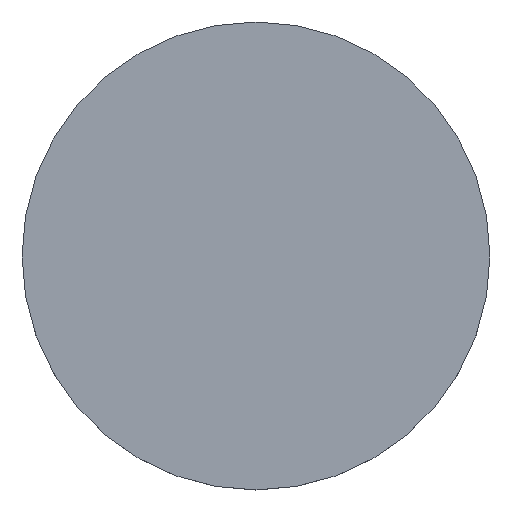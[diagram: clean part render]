
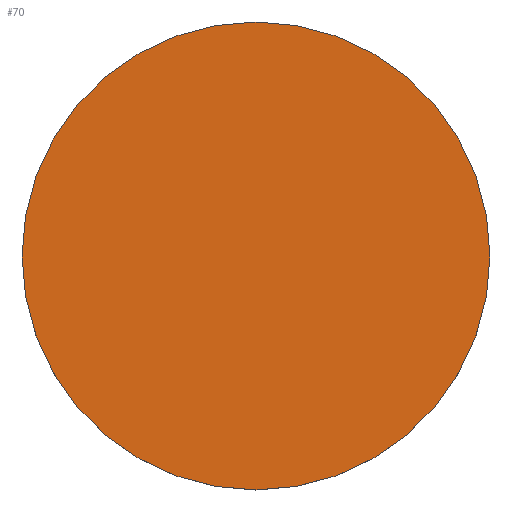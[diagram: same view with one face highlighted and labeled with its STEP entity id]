
A CAD part, top view. The second image highlights one B-rep face of the part: STEP entity #70.
In plain terms, the highlighted planar face has unit normal (0, 0, 1).
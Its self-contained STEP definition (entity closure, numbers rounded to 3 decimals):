
#7 = EDGE_CURVE ( 'NONE', #21, #37, #112, .T. ) ;
#10 = DIRECTION ( 'NONE',  ( 0., 0., 1. ) ) ;
#11 = AXIS2_PLACEMENT_3D ( 'NONE', #36, #10, #48 ) ;
#21 = VERTEX_POINT ( 'NONE', #122 ) ;
#27 = DIRECTION ( 'NONE',  ( 0., 0., 1. ) ) ;
#29 = AXIS2_PLACEMENT_3D ( 'NONE', #38, #39, #95 ) ;
#33 = ORIENTED_EDGE ( 'NONE', *, *, #7, .T. ) ;
#36 = CARTESIAN_POINT ( 'NONE',  ( 0., 0., 1. ) ) ;
#37 = VERTEX_POINT ( 'NONE', #110 ) ;
#38 = CARTESIAN_POINT ( 'NONE',  ( 0., 0., 1. ) ) ;
#39 = DIRECTION ( 'NONE',  ( 0., 0., 1. ) ) ;
#48 = DIRECTION ( 'NONE',  ( 1., 0., 0. ) ) ;
#70 = ADVANCED_FACE ( 'NONE', ( #96 ), #113, .T. ) ;
#80 = DIRECTION ( 'NONE',  ( 1., 0., 0. ) ) ;
#95 = DIRECTION ( 'NONE',  ( 1., 0., 0. ) ) ;
#96 = FACE_OUTER_BOUND ( 'NONE', #151, .T. ) ;
#110 = CARTESIAN_POINT ( 'NONE',  ( 7.5, 0., 1. ) ) ;
#112 = CIRCLE ( 'NONE', #11, 7.5 ) ;
#113 = PLANE ( 'NONE',  #29 ) ;
#122 = CARTESIAN_POINT ( 'NONE',  ( -7.5, 0., 1. ) ) ;
#126 = CIRCLE ( 'NONE', #139, 7.5 ) ;
#138 = ORIENTED_EDGE ( 'NONE', *, *, #152, .T. ) ;
#139 = AXIS2_PLACEMENT_3D ( 'NONE', #155, #27, #80 ) ;
#151 = EDGE_LOOP ( 'NONE', ( #33, #138 ) ) ;
#152 = EDGE_CURVE ( 'NONE', #37, #21, #126, .T. ) ;
#155 = CARTESIAN_POINT ( 'NONE',  ( 0., 0., 1. ) ) ;
